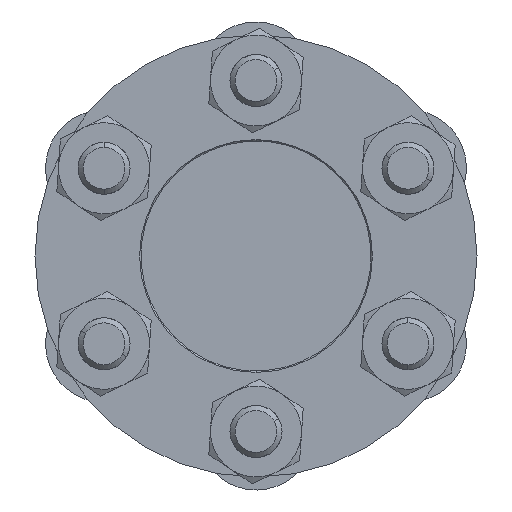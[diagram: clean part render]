
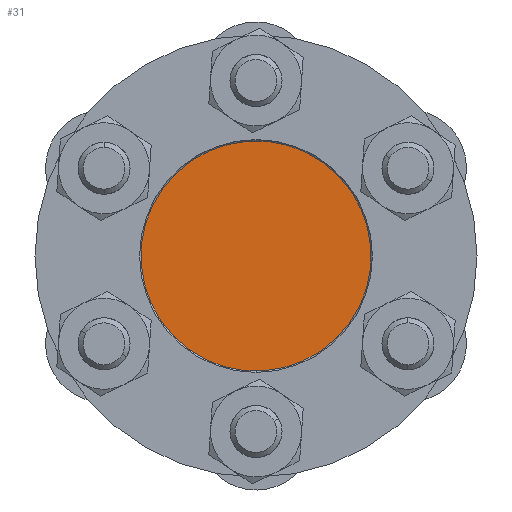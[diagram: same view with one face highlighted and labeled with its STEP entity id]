
A CAD part, front view. The second image highlights one B-rep face of the part: STEP entity #31.
In plain terms, the highlighted planar face has unit normal (0, -1, 0).
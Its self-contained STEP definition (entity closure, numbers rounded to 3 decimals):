
#31 = ADVANCED_FACE ( 'NONE', ( #2541 ), #2630, .F. ) ;
#425 = ORIENTED_EDGE ( 'NONE', *, *, #1436, .F. ) ;
#530 = DIRECTION ( 'NONE',  ( 0., 0., 1. ) ) ;
#543 = AXIS2_PLACEMENT_3D ( 'NONE', #1655, #1644, #530 ) ;
#595 = EDGE_CURVE ( 'NONE', #2690, #665, #784, .T. ) ;
#665 = VERTEX_POINT ( 'NONE', #820 ) ;
#754 = DIRECTION ( 'NONE',  ( 0., 0., 1. ) ) ;
#784 = CIRCLE ( 'NONE', #1549, 8.85 ) ;
#820 = CARTESIAN_POINT ( 'NONE',  ( 0., 0., 8.85 ) ) ;
#908 = ORIENTED_EDGE ( 'NONE', *, *, #595, .F. ) ;
#971 = CARTESIAN_POINT ( 'NONE',  ( 0., 0., 0. ) ) ;
#1021 = DIRECTION ( 'NONE',  ( 0., 1., 0. ) ) ;
#1436 = EDGE_CURVE ( 'NONE', #665, #2690, #1910, .T. ) ;
#1479 = AXIS2_PLACEMENT_3D ( 'NONE', #2861, #1021, #1925 ) ;
#1549 = AXIS2_PLACEMENT_3D ( 'NONE', #971, #2794, #754 ) ;
#1644 = DIRECTION ( 'NONE',  ( 0., 1., 0. ) ) ;
#1655 = CARTESIAN_POINT ( 'NONE',  ( 0., 0., 0. ) ) ;
#1910 = CIRCLE ( 'NONE', #543, 8.85 ) ;
#1925 = DIRECTION ( 'NONE',  ( 0., 0., 1. ) ) ;
#2049 = EDGE_LOOP ( 'NONE', ( #908, #425 ) ) ;
#2214 = CARTESIAN_POINT ( 'NONE',  ( 0., 0., -8.85 ) ) ;
#2541 = FACE_OUTER_BOUND ( 'NONE', #2049, .T. ) ;
#2630 = PLANE ( 'NONE',  #1479 ) ;
#2690 = VERTEX_POINT ( 'NONE', #2214 ) ;
#2794 = DIRECTION ( 'NONE',  ( 0., 1., 0. ) ) ;
#2861 = CARTESIAN_POINT ( 'NONE',  ( 0., 0., 0. ) ) ;
